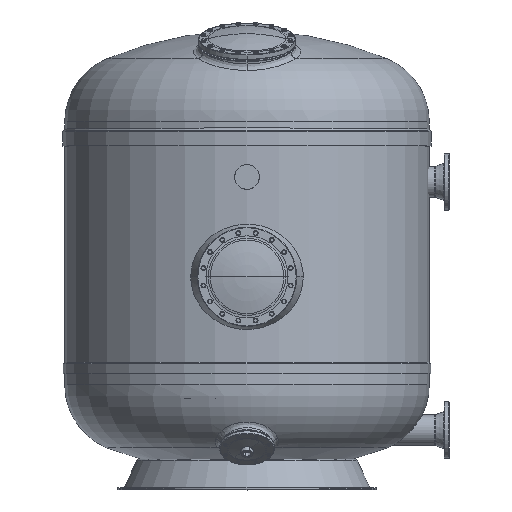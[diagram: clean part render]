
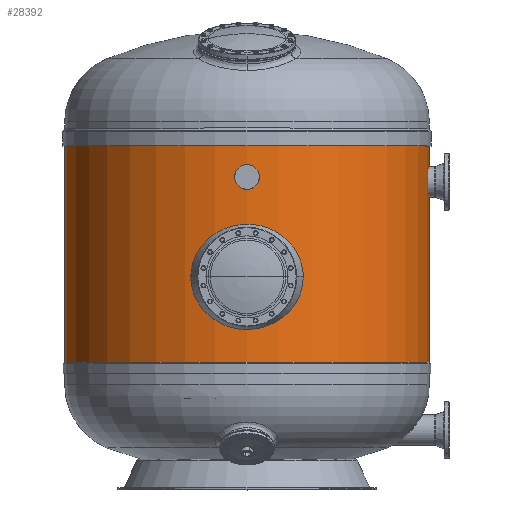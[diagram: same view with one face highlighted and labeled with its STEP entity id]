
A CAD part, top view. The second image highlights one B-rep face of the part: STEP entity #28392.
In plain terms, the highlighted cylindrical face has radius 917.5 mm (diameter 1835 mm), a partial arc.
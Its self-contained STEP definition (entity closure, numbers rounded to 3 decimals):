
#4024 = DIRECTION ( 'NONE',  ( -1., 0., 0. ) ) ;
#4856 = CARTESIAN_POINT ( 'NONE',  ( 649.999, 601.156, -650. ) ) ;
#7264 = LINE ( 'NONE', #34265, #66116 ) ;
#8378 = DIRECTION ( 'NONE',  ( -1., 0., 0. ) ) ;
#8817 = CIRCLE ( 'NONE', #41259, 917.5 ) ;
#15113 = DIRECTION ( 'NONE',  ( 0., 1., 0. ) ) ;
#15180 = VERTEX_POINT ( 'NONE', #57938 ) ;
#15207 = DIRECTION ( 'NONE',  ( 0., 1., 0. ) ) ;
#16179 = ORIENTED_EDGE ( 'NONE', *, *, #64244, .T. ) ;
#16229 = CARTESIAN_POINT ( 'NONE',  ( -267.501, 1760.626, -650. ) ) ;
#20329 = ORIENTED_EDGE ( 'NONE', *, *, #20928, .F. ) ;
#20928 = EDGE_CURVE ( 'NONE', #58752, #31248, #60001, .T. ) ;
#21669 = FACE_OUTER_BOUND ( 'NONE', #59900, .T. ) ;
#21868 = VECTOR ( 'NONE', #15207, 1000. ) ;
#22919 = CYLINDRICAL_SURFACE ( 'NONE', #55388, 917.5 ) ;
#23823 = CIRCLE ( 'NONE', #81852, 917.5 ) ;
#25270 = CARTESIAN_POINT ( 'NONE',  ( -267.501, 601.156, -650. ) ) ;
#28392 = ADVANCED_FACE ( 'NONE', ( #21669 ), #22919, .T. ) ;
#31248 = VERTEX_POINT ( 'NONE', #16229 ) ;
#31913 = EDGE_CURVE ( 'NONE', #31248, #48309, #8817, .T. ) ;
#32651 = ORIENTED_EDGE ( 'NONE', *, *, #71172, .T. ) ;
#34265 = CARTESIAN_POINT ( 'NONE',  ( 1567.499, 1785.787, -650. ) ) ;
#41259 = AXIS2_PLACEMENT_3D ( 'NONE', #72987, #15113, #8378 ) ;
#46390 = CARTESIAN_POINT ( 'NONE',  ( 1567.499, 1760.626, -650. ) ) ;
#48309 = VERTEX_POINT ( 'NONE', #46390 ) ;
#49667 = DIRECTION ( 'NONE',  ( 0., 1., 0. ) ) ;
#55388 = AXIS2_PLACEMENT_3D ( 'NONE', #69769, #63851, #82849 ) ;
#57938 = CARTESIAN_POINT ( 'NONE',  ( 1567.499, 601.156, -650. ) ) ;
#58752 = VERTEX_POINT ( 'NONE', #25270 ) ;
#58913 = ORIENTED_EDGE ( 'NONE', *, *, #31913, .F. ) ;
#59900 = EDGE_LOOP ( 'NONE', ( #32651, #16179, #58913, #20329 ) ) ;
#60001 = LINE ( 'NONE', #73074, #21868 ) ;
#63851 = DIRECTION ( 'NONE',  ( 0., 1., 0. ) ) ;
#64244 = EDGE_CURVE ( 'NONE', #15180, #48309, #7264, .T. ) ;
#66116 = VECTOR ( 'NONE', #66774, 1000. ) ;
#66774 = DIRECTION ( 'NONE',  ( 0., 1., 0. ) ) ;
#69769 = CARTESIAN_POINT ( 'NONE',  ( 649.999, 1785.787, -650. ) ) ;
#71172 = EDGE_CURVE ( 'NONE', #58752, #15180, #23823, .T. ) ;
#72987 = CARTESIAN_POINT ( 'NONE',  ( 649.999, 1760.626, -650. ) ) ;
#73074 = CARTESIAN_POINT ( 'NONE',  ( -267.501, 1785.787, -650. ) ) ;
#81852 = AXIS2_PLACEMENT_3D ( 'NONE', #4856, #49667, #4024 ) ;
#82849 = DIRECTION ( 'NONE',  ( -1., 0., 0. ) ) ;
